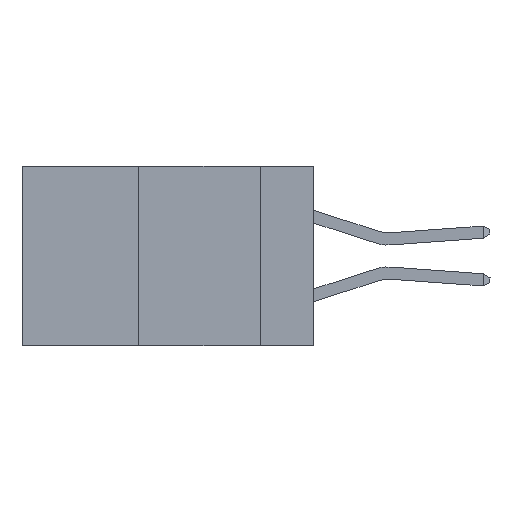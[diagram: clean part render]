
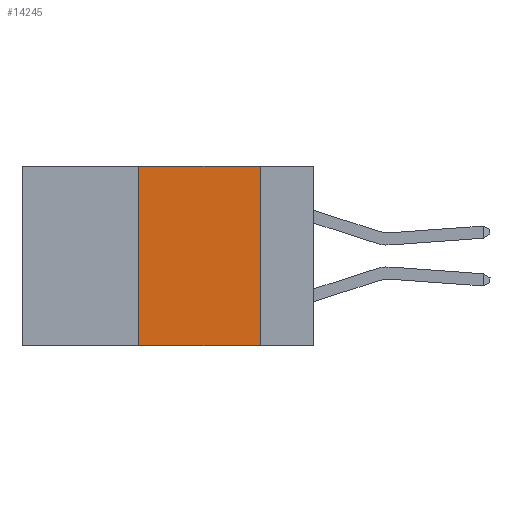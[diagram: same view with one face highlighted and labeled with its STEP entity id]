
A CAD part, left-side view. The second image highlights one B-rep face of the part: STEP entity #14245.
In plain terms, the highlighted planar face has unit normal (-1, 0, 0).
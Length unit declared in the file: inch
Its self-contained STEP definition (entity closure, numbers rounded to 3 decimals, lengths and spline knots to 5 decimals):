
#56 = CARTESIAN_POINT ( 'NONE',  ( 0., 0.36, 0. ) ) ;
#687 = DIRECTION ( 'NONE',  ( 0., -1., 0. ) ) ;
#876 = DIRECTION ( 'NONE',  ( 0., -1., 0. ) ) ;
#1026 = LINE ( 'NONE', #56, #12259 ) ;
#1450 = PLANE ( 'NONE',  #3579 ) ;
#1511 = DIRECTION ( 'NONE',  ( 0., 0., -1. ) ) ;
#1555 = DIRECTION ( 'NONE',  ( 0., 0., 1. ) ) ;
#2384 = EDGE_CURVE ( 'NONE', #5656, #14790, #9303, .T. ) ;
#2387 = EDGE_CURVE ( 'NONE', #14584, #5455, #1026, .T. ) ;
#3117 = LINE ( 'NONE', #6810, #13831 ) ;
#3579 = AXIS2_PLACEMENT_3D ( 'NONE', #17420, #10286, #1511 ) ;
#4058 = EDGE_CURVE ( 'NONE', #14584, #14790, #3117, .T. ) ;
#4184 = ORIENTED_EDGE ( 'NONE', *, *, #4058, .T. ) ;
#4700 = CARTESIAN_POINT ( 'NONE',  ( 0., 0.11, 0. ) ) ;
#5097 = ORIENTED_EDGE ( 'NONE', *, *, #2384, .F. ) ;
#5176 = FACE_OUTER_BOUND ( 'NONE', #8757, .T. ) ;
#5455 = VERTEX_POINT ( 'NONE', #11425 ) ;
#5656 = VERTEX_POINT ( 'NONE', #4700 ) ;
#5947 = DIRECTION ( 'NONE',  ( 0., 0., -1. ) ) ;
#6474 = ORIENTED_EDGE ( 'NONE', *, *, #9463, .F. ) ;
#6810 = CARTESIAN_POINT ( 'NONE',  ( 0., 0.6, -0.37 ) ) ;
#7167 = CARTESIAN_POINT ( 'NONE',  ( 0., 0.11, -0.37 ) ) ;
#7401 = CARTESIAN_POINT ( 'NONE',  ( 0., 0.11, 0. ) ) ;
#8181 = CARTESIAN_POINT ( 'NONE',  ( 0., 0.36, -0.37 ) ) ;
#8757 = EDGE_LOOP ( 'NONE', ( #5097, #6474, #16845, #4184 ) ) ;
#9303 = LINE ( 'NONE', #7401, #9762 ) ;
#9463 = EDGE_CURVE ( 'NONE', #5455, #5656, #17635, .T. ) ;
#9762 = VECTOR ( 'NONE', #5947, 39.37008 ) ;
#10043 = VECTOR ( 'NONE', #687, 39.37008 ) ;
#10286 = DIRECTION ( 'NONE',  ( 1., 0., 0. ) ) ;
#11425 = CARTESIAN_POINT ( 'NONE',  ( 0., 0.36, 0. ) ) ;
#12259 = VECTOR ( 'NONE', #1555, 39.37008 ) ;
#13831 = VECTOR ( 'NONE', #876, 39.37008 ) ;
#14245 = ADVANCED_FACE ( 'NONE', ( #5176 ), #1450, .F. ) ;
#14584 = VERTEX_POINT ( 'NONE', #8181 ) ;
#14790 = VERTEX_POINT ( 'NONE', #7167 ) ;
#15221 = CARTESIAN_POINT ( 'NONE',  ( 0., 0.6, 0. ) ) ;
#16845 = ORIENTED_EDGE ( 'NONE', *, *, #2387, .F. ) ;
#17420 = CARTESIAN_POINT ( 'NONE',  ( 0., 0.6, 0. ) ) ;
#17635 = LINE ( 'NONE', #15221, #10043 ) ;
